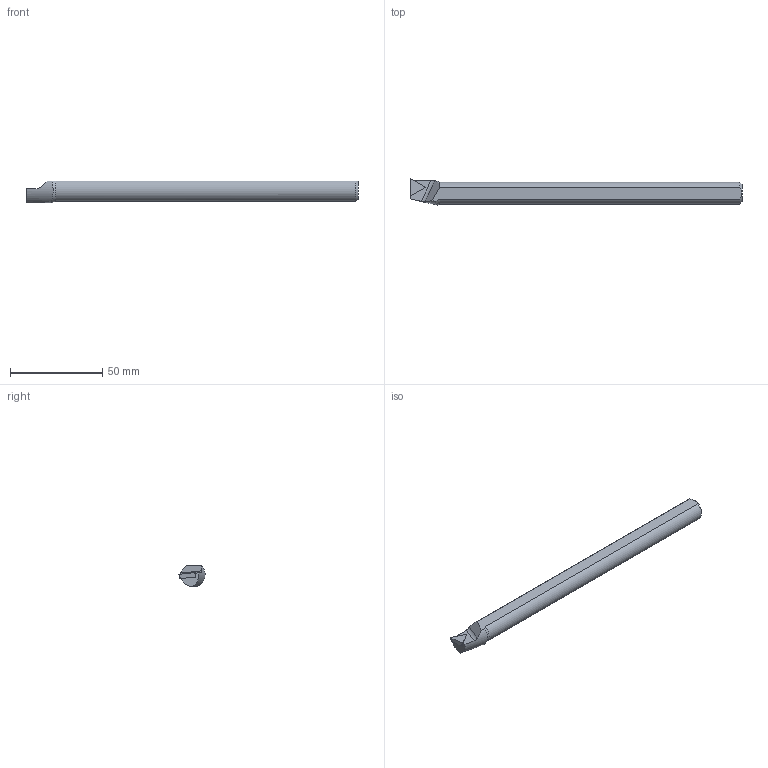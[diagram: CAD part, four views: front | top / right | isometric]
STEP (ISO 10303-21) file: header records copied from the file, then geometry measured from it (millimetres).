
FILE_DESCRIPTION(/* description */ (''),/* implementation_level */ '2;1');
FILE_NAME(/* name */ 'E12Q-STFCL-09.stp',/* time_stamp */ '2023-10-18T18:52:11+03:00',/* author */ (''),/* organization */ (''),/* preprocessor_version */ 'ST-DEVELOPER v19.4',/* originating_system */ 'SIEMENS PLM Software NX2306.3001',/* authorisation */ '');
FILE_SCHEMA (('AUTOMOTIVE_DESIGN { 1 0 10303 214 3 1 1 1 }'));
Length unit declared in the file: millimetre
Products named in the file (1): model1_objects
Bounding box: 180 x 14.18 x 11.75 mm (x, y, z)
Volume: 19027.4 mm3; surface area: 6950.4 mm2
Topology: 2 solids, 2 shells, 22 faces, 54 edges, 36 vertices
Faces by surface type: plane 13, cone 5, cylinder 4
Entity records: 860 total; most frequent: CARTESIAN_POINT 148, DIRECTION 110, ORIENTED_EDGE 104, EDGE_CURVE 52, AXIS2_PLACEMENT_3D 41, VERTEX_POINT 35, LINE 28, VECTOR 28
